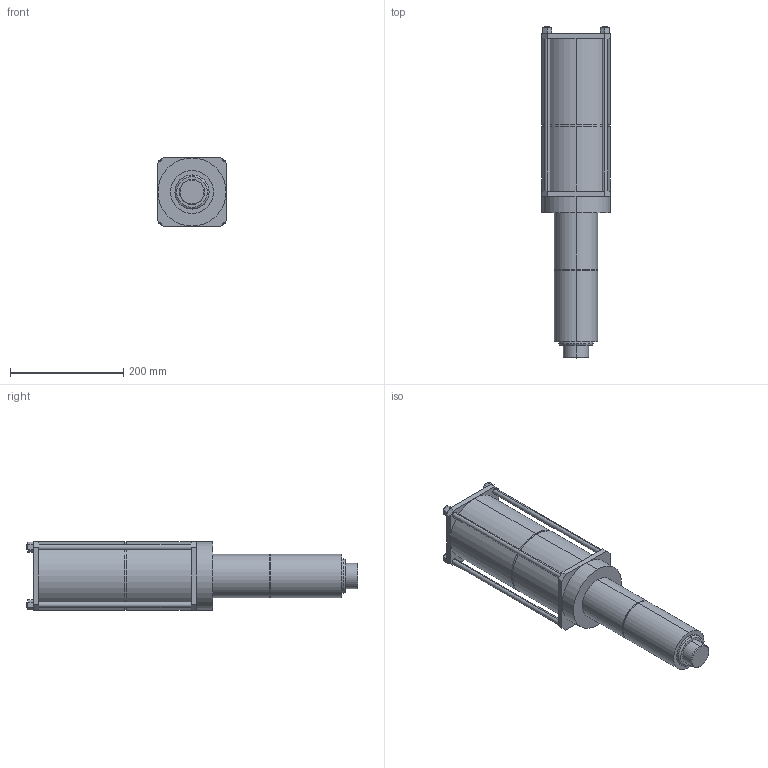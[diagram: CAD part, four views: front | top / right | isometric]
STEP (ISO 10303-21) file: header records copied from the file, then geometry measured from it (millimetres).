
FILE_DESCRIPTION (( 'STEP AP203' ), '1' );
FILE_NAME ('XL 25-5-9.STEP', '2008-03-18T12:16:21', ( 'Bruce Toner' ), ( 'Effective Automation' ), 'SwSTEP 2.0', 'SolidWorks 2006233', '' );
FILE_SCHEMA (( 'CONFIG_CONTROL_DESIGN' ));
Length unit declared in the file: inch
Products named in the file (1): XL 25-5-9
Bounding box: 120.65 x 587.38 x 120.65 mm (x, y, z)
Volume: 4862929.3 mm3; surface area: 250737.5 mm2
Topology: 1 solids, 1 shells, 118 faces, 280 edges, 175 vertices
Faces by surface type: plane 74, cylinder 36, cone 6, torus 2
Entity records: 3457 total; most frequent: DIRECTION 604, CARTESIAN_POINT 572, ORIENTED_EDGE 556, EDGE_CURVE 278, AXIS2_PLACEMENT_3D 207, VECTOR 190, LINE 190, VERTEX_POINT 175
